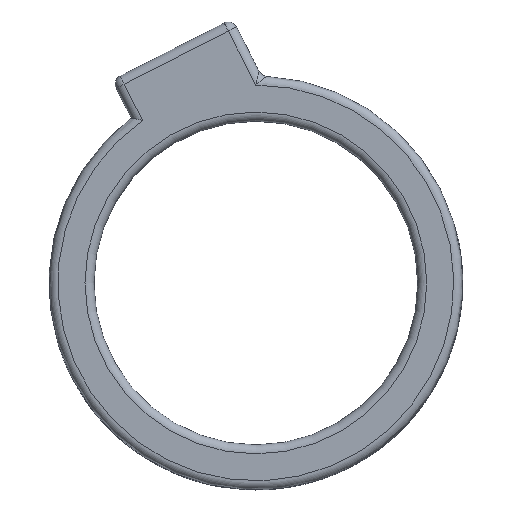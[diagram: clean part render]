
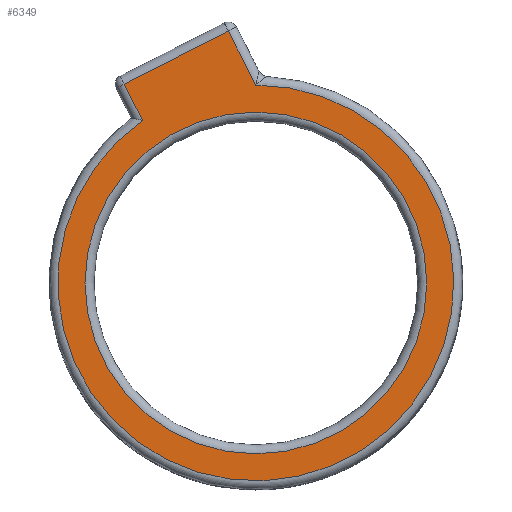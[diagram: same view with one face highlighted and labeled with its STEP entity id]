
A CAD part, top view. The second image highlights one B-rep face of the part: STEP entity #6349.
In plain terms, the highlighted planar face has unit normal (0, 0, 1).
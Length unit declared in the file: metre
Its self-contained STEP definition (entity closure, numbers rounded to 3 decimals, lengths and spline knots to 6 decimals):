
#734=CIRCLE('',#6861,0.019);
#735=CIRCLE('',#6862,0.022);
#1155=ORIENTED_EDGE('',*,*,#3133,.T.);
#1156=ORIENTED_EDGE('',*,*,#3134,.T.);
#1157=ORIENTED_EDGE('',*,*,#3135,.T.);
#1158=ORIENTED_EDGE('',*,*,#3136,.T.);
#1159=ORIENTED_EDGE('',*,*,#3137,.T.);
#3133=EDGE_CURVE('',#4126,#4126,#734,.F.);
#3134=EDGE_CURVE('',#4127,#4128,#4550,.T.);
#3135=EDGE_CURVE('',#4128,#4129,#4551,.T.);
#3136=EDGE_CURVE('',#4129,#4130,#4552,.F.);
#3137=EDGE_CURVE('',#4130,#4127,#735,.T.);
#4126=VERTEX_POINT('',#9630);
#4127=VERTEX_POINT('',#9632);
#4128=VERTEX_POINT('',#9633);
#4129=VERTEX_POINT('',#9635);
#4130=VERTEX_POINT('',#9637);
#4550=LINE('',#9631,#4980);
#4551=LINE('',#9634,#4981);
#4552=LINE('',#9636,#4982);
#4980=VECTOR('',#7528,1.);
#4981=VECTOR('',#7529,1.);
#4982=VECTOR('',#7530,1.);
#5391=EDGE_LOOP('',(#1155));
#5392=EDGE_LOOP('',(#1156,#1157,#1158,#1159));
#5809=FACE_BOUND('',#5391,.T.);
#5810=FACE_BOUND('',#5392,.T.);
#6189=PLANE('',#6860);
#6349=ADVANCED_FACE('',(#5809,#5810),#6189,.T.);
#6860=AXIS2_PLACEMENT_3D('',#9628,#7524,#7525);
#6861=AXIS2_PLACEMENT_3D('',#9629,#7526,#7527);
#6862=AXIS2_PLACEMENT_3D('',#9638,#7531,#7532);
#7524=DIRECTION('',(0.,0.,1.));
#7525=DIRECTION('',(1.,0.,0.));
#7526=DIRECTION('',(0.,0.,1.));
#7527=DIRECTION('',(1.,0.,0.));
#7528=DIRECTION('',(-0.454,0.891,0.));
#7529=DIRECTION('',(-0.891,-0.454,0.));
#7530=DIRECTION('',(-0.454,0.891,0.));
#7531=DIRECTION('',(0.,0.,1.));
#7532=DIRECTION('',(1.,0.,0.));
#9628=CARTESIAN_POINT('',(0.,0.,0.006));
#9629=CARTESIAN_POINT('',(0.,0.,0.006));
#9630=CARTESIAN_POINT('',(0.019,0.,0.006));
#9631=CARTESIAN_POINT('',(-0.003518,0.028905,0.006));
#9632=CARTESIAN_POINT('',(0.,0.022,0.006));
#9633=CARTESIAN_POINT('',(-0.003064,0.028014,0.006));
#9634=CARTESIAN_POINT('',(-0.015539,0.021658,0.006));
#9635=CARTESIAN_POINT('',(-0.014648,0.022112,0.006));
#9636=CARTESIAN_POINT('',(-0.012966,0.018811,0.006));
#9637=CARTESIAN_POINT('',(-0.012578,0.01805,0.006));
#9638=CARTESIAN_POINT('',(0.,0.,0.006));
